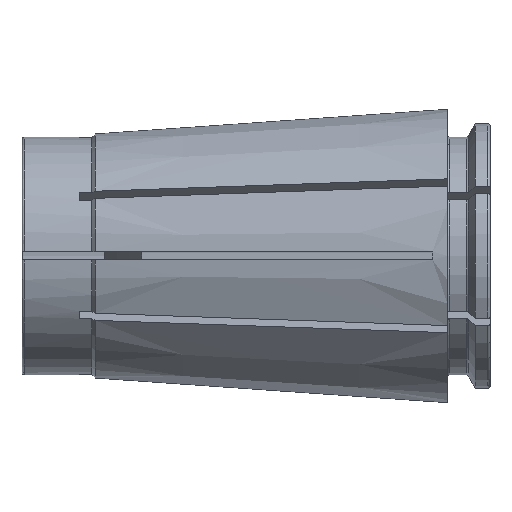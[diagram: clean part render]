
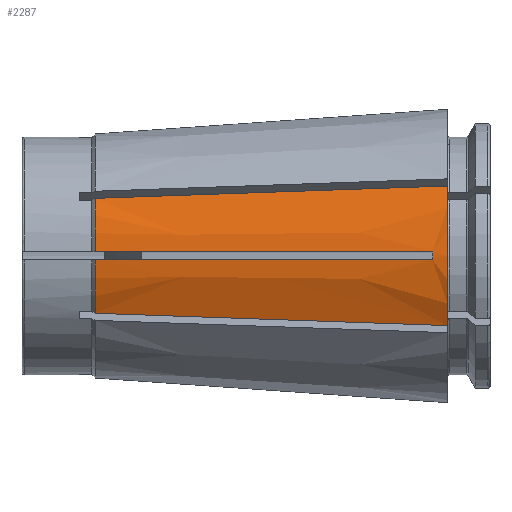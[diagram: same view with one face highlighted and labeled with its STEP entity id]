
A CAD part, top view. The second image highlights one B-rep face of the part: STEP entity #2287.
In plain terms, the highlighted conical face has half-angle 4 degrees and reference radius 16.373 mm.
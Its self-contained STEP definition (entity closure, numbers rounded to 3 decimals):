
#29=CONICAL_SURFACE('',#2485,16.373,0.07);
#154=CIRCLE('',#2480,17.746);
#157=CIRCLE('',#2486,14.874);
#158=CIRCLE('',#2487,17.872);
#159=CIRCLE('',#2488,14.874);
#256=FACE_OUTER_BOUND('',#379,.T.);
#379=EDGE_LOOP('',(#1704,#1705,#1706,#1707,#1708,#1709,#1710,#1711));
#539=(
BOUNDED_CURVE()
B_SPLINE_CURVE(2,(#3664,#3665,#3666),.UNSPECIFIED.,.F.,.F.)
B_SPLINE_CURVE_WITH_KNOTS((3,3),(0.,4.118),.UNSPECIFIED.)
CURVE()
GEOMETRIC_REPRESENTATION_ITEM()
RATIONAL_B_SPLINE_CURVE((1.,1.004,1.))
REPRESENTATION_ITEM('')
);
#542=(
BOUNDED_CURVE()
B_SPLINE_CURVE(2,(#3681,#3682,#3683),.UNSPECIFIED.,.F.,.F.)
B_SPLINE_CURVE_WITH_KNOTS((3,3),(0.,4.118),.UNSPECIFIED.)
CURVE()
GEOMETRIC_REPRESENTATION_ITEM()
RATIONAL_B_SPLINE_CURVE((1.,1.004,1.))
REPRESENTATION_ITEM('')
);
#545=(
BOUNDED_CURVE()
B_SPLINE_CURVE(2,(#3704,#3705,#3706),.UNSPECIFIED.,.F.,.F.)
B_SPLINE_CURVE_WITH_KNOTS((3,3),(0.,4.298),.UNSPECIFIED.)
CURVE()
GEOMETRIC_REPRESENTATION_ITEM()
RATIONAL_B_SPLINE_CURVE((1.,1.004,1.))
REPRESENTATION_ITEM('')
);
#546=(
BOUNDED_CURVE()
B_SPLINE_CURVE(2,(#3710,#3711,#3712),.UNSPECIFIED.,.F.,.F.)
B_SPLINE_CURVE_WITH_KNOTS((3,3),(0.,4.298),.UNSPECIFIED.)
CURVE()
GEOMETRIC_REPRESENTATION_ITEM()
RATIONAL_B_SPLINE_CURVE((1.,1.004,1.))
REPRESENTATION_ITEM('')
);
#971=VERTEX_POINT('',#3661);
#972=VERTEX_POINT('',#3663);
#975=VERTEX_POINT('',#3678);
#976=VERTEX_POINT('',#3680);
#979=VERTEX_POINT('',#3701);
#980=VERTEX_POINT('',#3703);
#981=VERTEX_POINT('',#3707);
#982=VERTEX_POINT('',#3709);
#1248=EDGE_CURVE('',#972,#971,#539,.T.);
#1254=EDGE_CURVE('',#976,#975,#542,.T.);
#1257=EDGE_CURVE('',#971,#976,#154,.T.);
#1262=EDGE_CURVE('',#975,#979,#157,.T.);
#1263=EDGE_CURVE('',#980,#979,#545,.T.);
#1264=EDGE_CURVE('',#981,#980,#158,.T.);
#1265=EDGE_CURVE('',#982,#981,#546,.T.);
#1266=EDGE_CURVE('',#982,#972,#159,.T.);
#1704=ORIENTED_EDGE('',*,*,#1248,.T.);
#1705=ORIENTED_EDGE('',*,*,#1257,.T.);
#1706=ORIENTED_EDGE('',*,*,#1254,.T.);
#1707=ORIENTED_EDGE('',*,*,#1262,.T.);
#1708=ORIENTED_EDGE('',*,*,#1263,.F.);
#1709=ORIENTED_EDGE('',*,*,#1264,.F.);
#1710=ORIENTED_EDGE('',*,*,#1265,.F.);
#1711=ORIENTED_EDGE('',*,*,#1266,.T.);
#2287=ADVANCED_FACE('',(#256),#29,.T.);
#2480=AXIS2_PLACEMENT_3D('',#3687,#2889,#2890);
#2485=AXIS2_PLACEMENT_3D('',#3700,#2899,#2900);
#2486=AXIS2_PLACEMENT_3D('',#3702,#2901,#2902);
#2487=AXIS2_PLACEMENT_3D('',#3708,#2903,#2904);
#2488=AXIS2_PLACEMENT_3D('',#3713,#2905,#2906);
#2889=DIRECTION('center_axis',(1.,0.,0.));
#2890=DIRECTION('ref_axis',(0.,1.,0.));
#2899=DIRECTION('center_axis',(1.,0.,0.));
#2900=DIRECTION('ref_axis',(0.,1.,0.));
#2901=DIRECTION('center_axis',(1.,0.,0.));
#2902=DIRECTION('ref_axis',(0.,0.,-1.));
#2903=DIRECTION('center_axis',(1.,0.,0.));
#2904=DIRECTION('ref_axis',(0.,0.,-1.));
#2905=DIRECTION('center_axis',(1.,0.,0.));
#2906=DIRECTION('ref_axis',(0.,0.,-1.));
#3661=CARTESIAN_POINT('',(3.52,0.5,17.739));
#3663=CARTESIAN_POINT('',(-37.556,0.5,14.865));
#3664=CARTESIAN_POINT('Ctrl Pts',(-37.556,0.5,14.865));
#3665=CARTESIAN_POINT('Ctrl Pts',(-18.828,0.5,16.176));
#3666=CARTESIAN_POINT('Ctrl Pts',(3.52,0.5,17.739));
#3678=CARTESIAN_POINT('',(-37.556,-0.5,14.865));
#3680=CARTESIAN_POINT('',(3.52,-0.5,17.739));
#3681=CARTESIAN_POINT('Ctrl Pts',(3.52,-0.5,17.739));
#3682=CARTESIAN_POINT('Ctrl Pts',(-18.828,-0.5,16.176));
#3683=CARTESIAN_POINT('Ctrl Pts',(-37.556,-0.5,14.865));
#3687=CARTESIAN_POINT('Origin',(3.52,0.,0.));
#3700=CARTESIAN_POINT('Origin',(-16.118,0.,
0.));
#3701=CARTESIAN_POINT('',(-37.556,-7.,13.124));
#3702=CARTESIAN_POINT('Origin',(-37.556,0.,
0.));
#3703=CARTESIAN_POINT('',(5.32,-8.499,15.722));
#3704=CARTESIAN_POINT('Ctrl Pts',(5.32,-8.499,15.722));
#3705=CARTESIAN_POINT('Ctrl Pts',(-18.083,-7.681,14.304));
#3706=CARTESIAN_POINT('Ctrl Pts',(-37.556,-7.,13.124));
#3707=CARTESIAN_POINT('',(5.32,8.499,15.722));
#3708=CARTESIAN_POINT('Origin',(5.32,0.,0.));
#3709=CARTESIAN_POINT('',(-37.556,7.,13.124));
#3710=CARTESIAN_POINT('Ctrl Pts',(-37.556,7.,13.124));
#3711=CARTESIAN_POINT('Ctrl Pts',(-18.083,7.681,14.304));
#3712=CARTESIAN_POINT('Ctrl Pts',(5.32,8.499,15.722));
#3713=CARTESIAN_POINT('Origin',(-37.556,0.,
0.));
